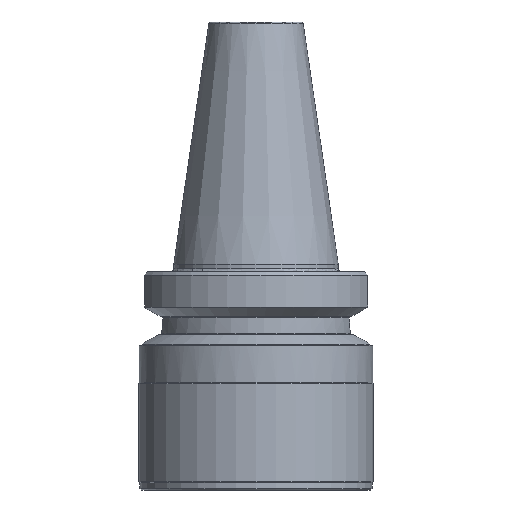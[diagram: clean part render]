
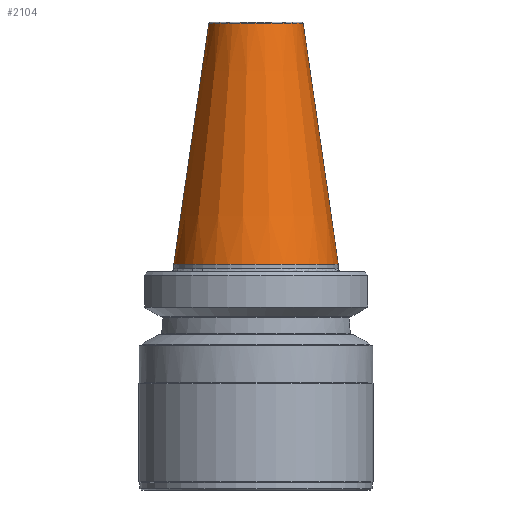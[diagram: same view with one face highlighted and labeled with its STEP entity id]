
A CAD part, front view. The second image highlights one B-rep face of the part: STEP entity #2104.
In plain terms, the highlighted conical face has half-angle 8.297 degrees and reference radius 12.017 mm.
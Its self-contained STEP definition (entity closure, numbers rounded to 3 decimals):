
#994=VERTEX_POINT('NONE',#2576);
#1050=EDGE_CURVE('NONE',#1912,#2096,#2637,.T.);
#1090=EDGE_CURVE('NONE',#1912,#1420,#2680,.F.);
#1420=VERTEX_POINT('NONE',#3049);
#1706=EDGE_CURVE('NONE',#994,#2096,#3364,.T.);
#1912=VERTEX_POINT('NONE',#3591);
#2096=VERTEX_POINT('NONE',#3792);
#2104=ADVANCED_FACE('NONE',(#3800),#3801,.T.);
#2284=EDGE_CURVE('NONE',#1420,#994,#3998,.T.);
#2576=CARTESIAN_POINT('',(22.225,0.,0.0));
#2637=LINE('',#4529,#4530);
#2680=CIRCLE('',#4623,12.736);
#3049=CARTESIAN_POINT('',(12.736,0.,65.07));
#3364=CIRCLE('',#5838,22.225);
#3591=CARTESIAN_POINT('',(-12.736,0.,65.07));
#3792=CARTESIAN_POINT('',(-22.225,0.,0.0));
#3800=FACE_OUTER_BOUND('',#6614,.T.);
#3801=CONICAL_SURFACE('',#6615,12.017,0.145);
#3998=LINE('',#7054,#7055);
#4529=CARTESIAN_POINT('',(-12.017,0.,70.0));
#4530=VECTOR('',#7533,1000.0);
#4623=AXIS2_PLACEMENT_3D('',#7580,#7581,#7582);
#5838=AXIS2_PLACEMENT_3D('',#8391,#8392,#8393);
#6614=EDGE_LOOP('',(#8850,#8851,#8852,#8853));
#6615=AXIS2_PLACEMENT_3D('',#8854,#8855,#8856);
#7054=CARTESIAN_POINT('',(12.017,0.,70.0));
#7055=VECTOR('',#9058,1000.0);
#7533=DIRECTION('',(-0.144,0.,-0.99));
#7580=CARTESIAN_POINT('',(0.0,0.0,65.07));
#7581=DIRECTION('',(0.0,0.0,-1.0));
#7582=DIRECTION('',(1.0,0.,0.0));
#8391=CARTESIAN_POINT('',(0.0,0.0,0.0));
#8392=DIRECTION('',(0.0,0.0,-1.0));
#8393=DIRECTION('',(-1.0,0.,0.0));
#8850=ORIENTED_EDGE('',*,*,#1090,.F.);
#8851=ORIENTED_EDGE('',*,*,#1050,.T.);
#8852=ORIENTED_EDGE('',*,*,#1706,.F.);
#8853=ORIENTED_EDGE('',*,*,#2284,.F.);
#8854=CARTESIAN_POINT('',(0.0,0.0,70.0));
#8855=DIRECTION('',(-0.0,-0.0,-1.0));
#8856=DIRECTION('',(1.0,0.,-0.0));
#9058=DIRECTION('',(0.144,0.,-0.99));
